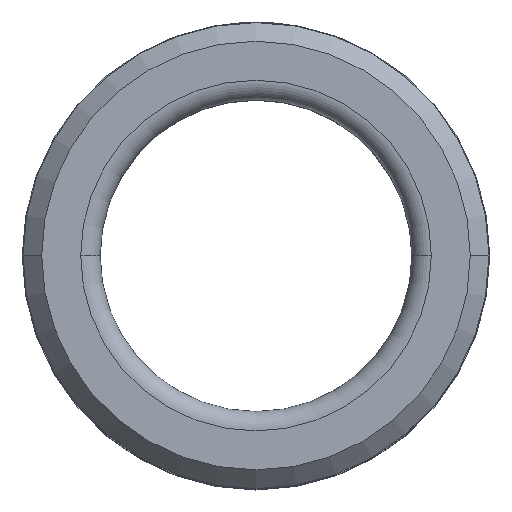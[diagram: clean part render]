
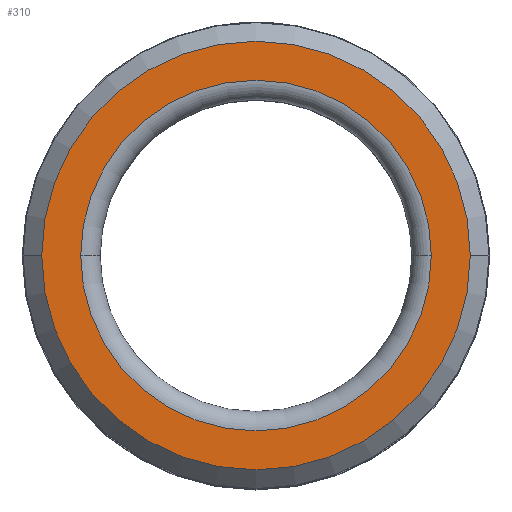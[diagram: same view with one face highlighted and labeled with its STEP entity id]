
A CAD part, top view. The second image highlights one B-rep face of the part: STEP entity #310.
In plain terms, the highlighted planar face has unit normal (0, 0, 1).
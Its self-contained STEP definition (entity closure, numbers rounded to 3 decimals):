
#57 = VERTEX_POINT ( 'NONE', #642 ) ;
#69 = AXIS2_PLACEMENT_3D ( 'NONE', #1248, #354, #1404 ) ;
#113 = EDGE_CURVE ( 'NONE', #592, #525, #1801, .T. ) ;
#117 = CIRCLE ( 'NONE', #1661, 4.5 ) ;
#126 = AXIS2_PLACEMENT_3D ( 'NONE', #1881, #713, #260 ) ;
#127 = ORIENTED_EDGE ( 'NONE', *, *, #1160, .T. ) ;
#260 = DIRECTION ( 'NONE',  ( 1., 0., 0. ) ) ;
#278 = ORIENTED_EDGE ( 'NONE', *, *, #1621, .T. ) ;
#310 = ADVANCED_FACE ( 'NONE', ( #340, #744 ), #1152, .T. ) ;
#340 = FACE_BOUND ( 'NONE', #1158, .T. ) ;
#352 = CARTESIAN_POINT ( 'NONE',  ( 0., 0., 10. ) ) ;
#354 = DIRECTION ( 'NONE',  ( 0., 0., -1. ) ) ;
#487 = CARTESIAN_POINT ( 'NONE',  ( 4.5, 0., 10. ) ) ;
#507 = DIRECTION ( 'NONE',  ( 1., 0., 0. ) ) ;
#525 = VERTEX_POINT ( 'NONE', #1376 ) ;
#536 = AXIS2_PLACEMENT_3D ( 'NONE', #692, #1713, #839 ) ;
#542 = CIRCLE ( 'NONE', #536, 5.5 ) ;
#592 = VERTEX_POINT ( 'NONE', #487 ) ;
#642 = CARTESIAN_POINT ( 'NONE',  ( 5.5, 0., 10. ) ) ;
#692 = CARTESIAN_POINT ( 'NONE',  ( 0., 0., 10. ) ) ;
#700 = DIRECTION ( 'NONE',  ( 0., 0., 1. ) ) ;
#713 = DIRECTION ( 'NONE',  ( 0., 0., 1. ) ) ;
#744 = FACE_OUTER_BOUND ( 'NONE', #989, .T. ) ;
#747 = VERTEX_POINT ( 'NONE', #1716 ) ;
#839 = DIRECTION ( 'NONE',  ( 1., 0., 0. ) ) ;
#987 = ORIENTED_EDGE ( 'NONE', *, *, #113, .T. ) ;
#989 = EDGE_LOOP ( 'NONE', ( #278, #127 ) ) ;
#1010 = AXIS2_PLACEMENT_3D ( 'NONE', #1579, #700, #1722 ) ;
#1152 = PLANE ( 'NONE',  #126 ) ;
#1158 = EDGE_LOOP ( 'NONE', ( #987, #1690 ) ) ;
#1160 = EDGE_CURVE ( 'NONE', #57, #747, #1408, .T. ) ;
#1248 = CARTESIAN_POINT ( 'NONE',  ( 0., 0., 10. ) ) ;
#1376 = CARTESIAN_POINT ( 'NONE',  ( -4.5, 0., 10. ) ) ;
#1401 = DIRECTION ( 'NONE',  ( 0., 0., -1. ) ) ;
#1404 = DIRECTION ( 'NONE',  ( 1., 0., 0. ) ) ;
#1408 = CIRCLE ( 'NONE', #1010, 5.5 ) ;
#1489 = EDGE_CURVE ( 'NONE', #525, #592, #117, .T. ) ;
#1579 = CARTESIAN_POINT ( 'NONE',  ( 0., 0., 10. ) ) ;
#1621 = EDGE_CURVE ( 'NONE', #747, #57, #542, .T. ) ;
#1661 = AXIS2_PLACEMENT_3D ( 'NONE', #352, #1401, #507 ) ;
#1690 = ORIENTED_EDGE ( 'NONE', *, *, #1489, .T. ) ;
#1713 = DIRECTION ( 'NONE',  ( 0., 0., 1. ) ) ;
#1716 = CARTESIAN_POINT ( 'NONE',  ( -5.5, 0., 10. ) ) ;
#1722 = DIRECTION ( 'NONE',  ( 1., 0., 0. ) ) ;
#1801 = CIRCLE ( 'NONE', #69, 4.5 ) ;
#1881 = CARTESIAN_POINT ( 'NONE',  ( 0., 0., 10. ) ) ;
